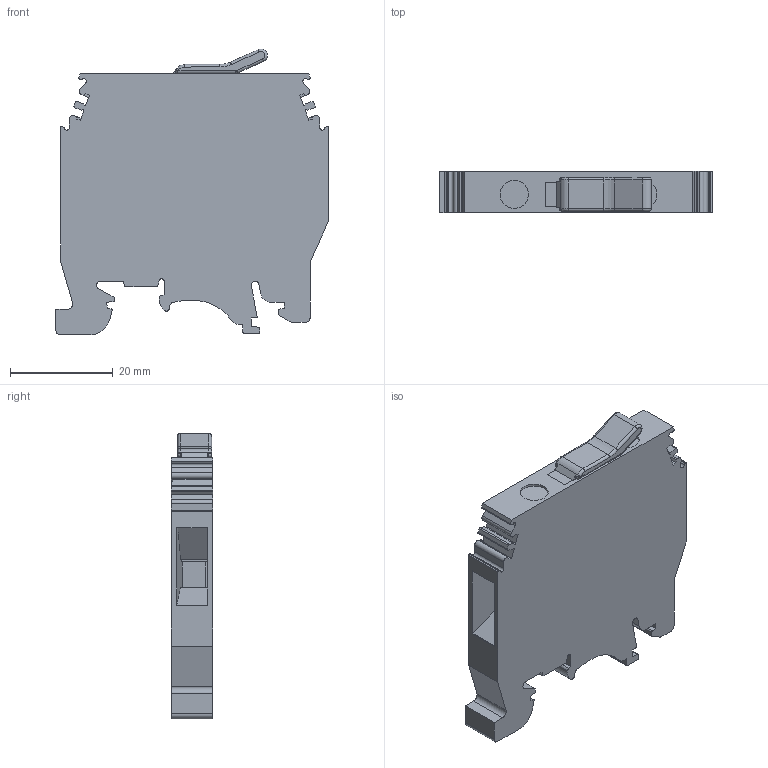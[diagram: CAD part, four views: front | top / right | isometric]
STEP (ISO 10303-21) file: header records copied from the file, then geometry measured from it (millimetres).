
FILE_DESCRIPTION(/* description */ ('Unknown'),/* implementation_level */ '2;1');
FILE_NAME(/* name */ 'KUDT6_GY_3D',/* time_stamp */ '2019-10-18T13:21:56+06:00',/* author */ ('Unknown'),/* organization */ ('Unknown'),/* preprocessor_version */ 'ST-DEVELOPER v16.7',/* originating_system */ 'DEX',/* authorisation */ $);
FILE_SCHEMA (('AUTOMOTIVE_DESIGN {1 0 10303 214 3 1 1}'));
Length unit declared in the file: millimetre
Products named in the file (1): KUDT6
Bounding box: 53 x 8 x 55.59 mm (x, y, z)
Volume: 16915.7 mm3; surface area: 7690.1 mm2
Topology: 1 solids, 1 shells, 203 faces, 566 edges, 368 vertices
Faces by surface type: plane 126, cylinder 67, torus 8, sphere 2
Full cylindrical faces by diameter (mm): 5.5 x2
Entity records: 7903 total; most frequent: CARTESIAN_POINT 1134, ORIENTED_EDGE 1124, DIRECTION 1112, EDGE_CURVE 562, LINE 420, VECTOR 420, VERTEX_POINT 368, AXIS2_PLACEMENT_3D 346
